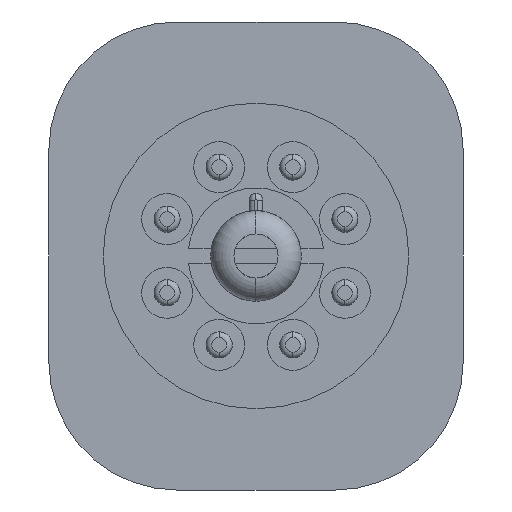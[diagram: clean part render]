
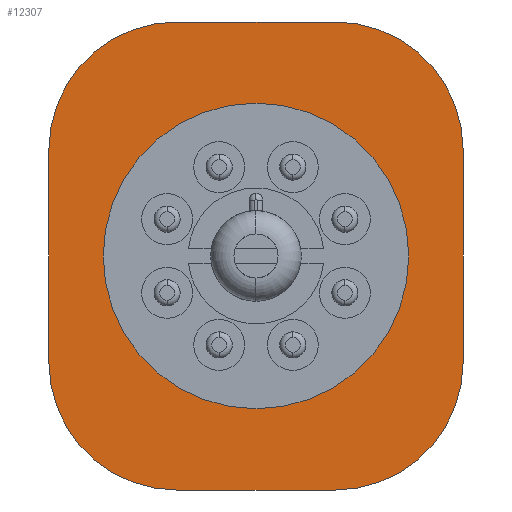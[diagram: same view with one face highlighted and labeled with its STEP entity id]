
A CAD part, front view. The second image highlights one B-rep face of the part: STEP entity #12307.
In plain terms, the highlighted planar face has unit normal (0, -1, 0).
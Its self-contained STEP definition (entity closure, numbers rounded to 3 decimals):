
#2 = VERTEX_POINT ( 'NONE', #437 ) ;
#100 = ORIENTED_EDGE ( 'NONE', *, *, #2973, .T. ) ;
#260 = DIRECTION ( 'NONE',  ( 0., 0., 1. ) ) ;
#437 = CARTESIAN_POINT ( 'NONE',  ( -6.999, -26.5, 20.674 ) ) ;
#494 = VERTEX_POINT ( 'NONE', #11004 ) ;
#565 = DIRECTION ( 'NONE',  ( 0., 0., -1. ) ) ;
#778 = CARTESIAN_POINT ( 'NONE',  ( -6.999, -26.5, -20.676 ) ) ;
#870 = ORIENTED_EDGE ( 'NONE', *, *, #2686, .T. ) ;
#1677 = EDGE_CURVE ( 'NONE', #494, #4143, #9141, .T. ) ;
#1870 = EDGE_CURVE ( 'NONE', #4143, #13752, #12532, .T. ) ;
#1962 = EDGE_CURVE ( 'NONE', #13752, #7484, #4953, .T. ) ;
#2157 = DIRECTION ( 'NONE',  ( 0., -1., 0. ) ) ;
#2349 = AXIS2_PLACEMENT_3D ( 'NONE', #12357, #5105, #13576 ) ;
#2481 = EDGE_CURVE ( 'NONE', #7484, #2, #14856, .T. ) ;
#2520 = VECTOR ( 'NONE', #5685, 1000. ) ;
#2686 = EDGE_CURVE ( 'NONE', #2, #6794, #7464, .T. ) ;
#2696 = DIRECTION ( 'NONE',  ( -1., 0., 0. ) ) ;
#2772 = EDGE_CURVE ( 'NONE', #6794, #6193, #7082, .T. ) ;
#2973 = EDGE_CURVE ( 'NONE', #6193, #5708, #12950, .T. ) ;
#3039 = CARTESIAN_POINT ( 'NONE',  ( -18.299, -26.5, -9.376 ) ) ;
#3259 = EDGE_CURVE ( 'NONE', #5708, #494, #5710, .T. ) ;
#3332 = VERTEX_POINT ( 'NONE', #9588 ) ;
#3460 = EDGE_CURVE ( 'NONE', #3332, #7550, #15377, .T. ) ;
#3505 = FACE_OUTER_BOUND ( 'NONE', #11838, .T. ) ;
#3936 = ORIENTED_EDGE ( 'NONE', *, *, #3460, .F. ) ;
#4143 = VERTEX_POINT ( 'NONE', #6842 ) ;
#4610 = CARTESIAN_POINT ( 'NONE',  ( 0., -26.5, 0. ) ) ;
#4782 = EDGE_CURVE ( 'NONE', #7550, #3332, #5749, .T. ) ;
#4953 = CIRCLE ( 'NONE', #2349, 11.3 ) ;
#4973 = ORIENTED_EDGE ( 'NONE', *, *, #2481, .T. ) ;
#5095 = DIRECTION ( 'NONE',  ( 0., -1., 0. ) ) ;
#5105 = DIRECTION ( 'NONE',  ( 0., -1., 0. ) ) ;
#5197 = VECTOR ( 'NONE', #2696, 1000. ) ;
#5685 = DIRECTION ( 'NONE',  ( 1., 0., 0. ) ) ;
#5694 = ORIENTED_EDGE ( 'NONE', *, *, #1677, .T. ) ;
#5706 = DIRECTION ( 'NONE',  ( 0., -1., 0. ) ) ;
#5708 = VERTEX_POINT ( 'NONE', #778 ) ;
#5710 = LINE ( 'NONE', #6911, #2520 ) ;
#5749 = CIRCLE ( 'NONE', #9727, 13.5 ) ;
#5815 = DIRECTION ( 'NONE',  ( 0., 0., 1. ) ) ;
#6193 = VERTEX_POINT ( 'NONE', #11621 ) ;
#6239 = PLANE ( 'NONE',  #14950 ) ;
#6610 = CARTESIAN_POINT ( 'NONE',  ( 0., -26.5, 0. ) ) ;
#6639 = DIRECTION ( 'NONE',  ( 0., -1., 0. ) ) ;
#6794 = VERTEX_POINT ( 'NONE', #9719 ) ;
#6842 = CARTESIAN_POINT ( 'NONE',  ( 18.301, -26.5, -9.376 ) ) ;
#6911 = CARTESIAN_POINT ( 'NONE',  ( 7.001, -26.5, -20.676 ) ) ;
#7082 = LINE ( 'NONE', #3039, #13145 ) ;
#7317 = ORIENTED_EDGE ( 'NONE', *, *, #2772, .T. ) ;
#7374 = CARTESIAN_POINT ( 'NONE',  ( 7.001, -26.5, 20.674 ) ) ;
#7464 = CIRCLE ( 'NONE', #10370, 11.3 ) ;
#7484 = VERTEX_POINT ( 'NONE', #13284 ) ;
#7520 = DIRECTION ( 'NONE',  ( 0., 1., 0. ) ) ;
#7537 = AXIS2_PLACEMENT_3D ( 'NONE', #4610, #13087, #5815 ) ;
#7550 = VERTEX_POINT ( 'NONE', #12125 ) ;
#9141 = CIRCLE ( 'NONE', #13497, 11.3 ) ;
#9405 = CARTESIAN_POINT ( 'NONE',  ( -6.999, -26.5, -9.376 ) ) ;
#9588 = CARTESIAN_POINT ( 'NONE',  ( 0., -26.5, 13.5 ) ) ;
#9592 = ORIENTED_EDGE ( 'NONE', *, *, #4782, .F. ) ;
#9719 = CARTESIAN_POINT ( 'NONE',  ( -18.299, -26.5, 9.374 ) ) ;
#9727 = AXIS2_PLACEMENT_3D ( 'NONE', #6610, #5095, #13568 ) ;
#10076 = AXIS2_PLACEMENT_3D ( 'NONE', #9405, #2157, #10616 ) ;
#10370 = AXIS2_PLACEMENT_3D ( 'NONE', #13894, #6639, #15120 ) ;
#10616 = DIRECTION ( 'NONE',  ( 0., 0., 1. ) ) ;
#10658 = CARTESIAN_POINT ( 'NONE',  ( 18.301, -26.5, -9.376 ) ) ;
#11004 = CARTESIAN_POINT ( 'NONE',  ( 7.001, -26.5, -20.676 ) ) ;
#11621 = CARTESIAN_POINT ( 'NONE',  ( -18.299, -26.5, -9.376 ) ) ;
#11838 = EDGE_LOOP ( 'NONE', ( #5694, #12108, #12635, #4973, #870, #7317, #100, #12054 ) ) ;
#12054 = ORIENTED_EDGE ( 'NONE', *, *, #3259, .T. ) ;
#12108 = ORIENTED_EDGE ( 'NONE', *, *, #1870, .T. ) ;
#12125 = CARTESIAN_POINT ( 'NONE',  ( 0., -26.5, -13.5 ) ) ;
#12307 = ADVANCED_FACE ( 'NONE', ( #3505, #12800 ), #6239, .F. ) ;
#12357 = CARTESIAN_POINT ( 'NONE',  ( 7.001, -26.5, 9.374 ) ) ;
#12532 = LINE ( 'NONE', #10658, #15372 ) ;
#12635 = ORIENTED_EDGE ( 'NONE', *, *, #1962, .T. ) ;
#12800 = FACE_BOUND ( 'NONE', #13983, .T. ) ;
#12950 = CIRCLE ( 'NONE', #10076, 11.3 ) ;
#12980 = CARTESIAN_POINT ( 'NONE',  ( 7.001, -26.5, -9.376 ) ) ;
#13084 = DIRECTION ( 'NONE',  ( 0., 0., 1. ) ) ;
#13087 = DIRECTION ( 'NONE',  ( 0., -1., 0. ) ) ;
#13145 = VECTOR ( 'NONE', #565, 1000. ) ;
#13284 = CARTESIAN_POINT ( 'NONE',  ( 7.001, -26.5, 20.674 ) ) ;
#13497 = AXIS2_PLACEMENT_3D ( 'NONE', #12980, #5706, #14192 ) ;
#13568 = DIRECTION ( 'NONE',  ( 0., 0., 1. ) ) ;
#13576 = DIRECTION ( 'NONE',  ( 0., 0., -1. ) ) ;
#13752 = VERTEX_POINT ( 'NONE', #15654 ) ;
#13894 = CARTESIAN_POINT ( 'NONE',  ( -6.999, -26.5, 9.374 ) ) ;
#13983 = EDGE_LOOP ( 'NONE', ( #3936, #9592 ) ) ;
#14192 = DIRECTION ( 'NONE',  ( 0., 0., -1. ) ) ;
#14768 = CARTESIAN_POINT ( 'NONE',  ( -7., -26.5, -9.375 ) ) ;
#14856 = LINE ( 'NONE', #7374, #5197 ) ;
#14950 = AXIS2_PLACEMENT_3D ( 'NONE', #14768, #7520, #260 ) ;
#15120 = DIRECTION ( 'NONE',  ( 0., 0., -1. ) ) ;
#15372 = VECTOR ( 'NONE', #13084, 1000. ) ;
#15377 = CIRCLE ( 'NONE', #7537, 13.5 ) ;
#15654 = CARTESIAN_POINT ( 'NONE',  ( 18.301, -26.5, 9.374 ) ) ;
